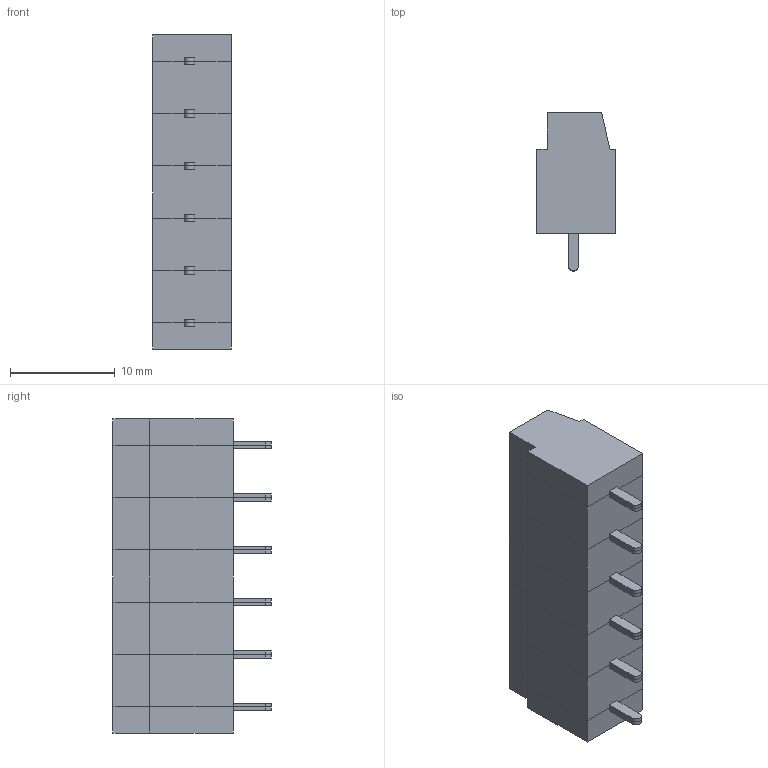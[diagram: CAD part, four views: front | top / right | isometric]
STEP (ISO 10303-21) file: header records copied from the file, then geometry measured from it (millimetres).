
FILE_DESCRIPTION( ( 'Unknown' ), '1' );
FILE_NAME( '691137710006.stp', 'Unknown', ( 'Unknown' ), ( 'Unknown' ), 'PSStep 18.0.17', 'Unknown', ' ' );
FILE_SCHEMA( ( 'AUTOMOTIVE_DESIGN { 1 0 10303 214 1 1 1 1 }' ) );
Length unit declared in the file: millimetre
Products named in the file (4): Assem1; MRT12P5_SX; MRT12P5_CNT; MRT12P5_DX
Assembly tree (7 placements, depth 2):
  Assem1
    MRT12P5_SX
    MRT12P5_CNT  x5
    MRT12P5_DX
Bounding box: 7.5 x 15.1 x 30 mm (x, y, z)
Volume: 1696.8 mm3; surface area: 4029.6 mm2
Topology: 7 solids, 7 shells, 688 faces, 2130 edges, 1396 vertices
Faces by surface type: plane 526, cylinder 162
Entity records: 10174 total; most frequent: CARTESIAN_POINT 1554, ORIENTED_EDGE 1452, DIRECTION 1338, EDGE_CURVE 726, LINE 598, VECTOR 598, VERTEX_POINT 476, AXIS2_PLACEMENT_3D 370
